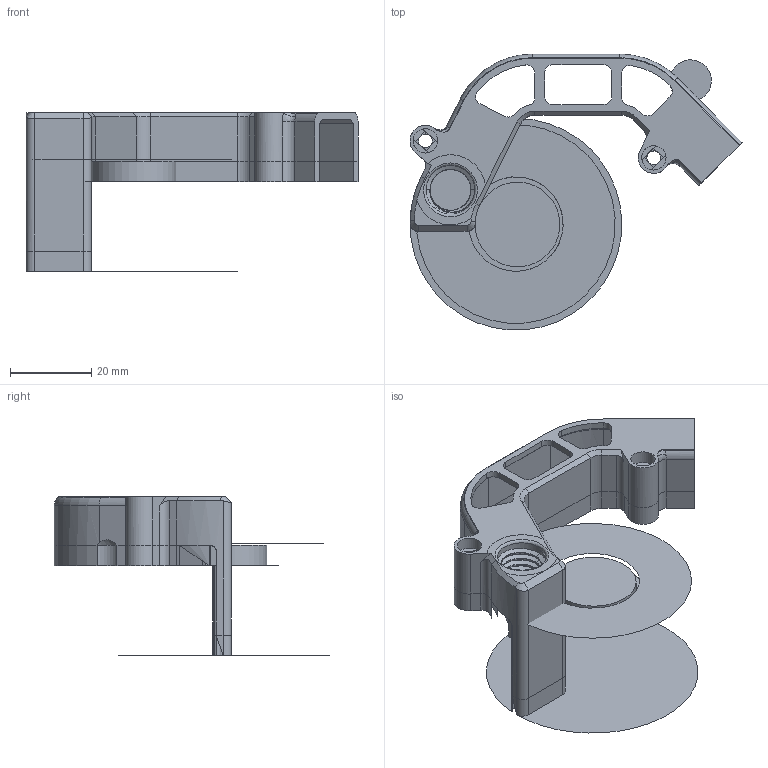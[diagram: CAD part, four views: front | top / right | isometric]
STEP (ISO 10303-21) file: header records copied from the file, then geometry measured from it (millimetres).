
FILE_DESCRIPTION(('FreeCAD Model'),'2;1');
FILE_NAME('Open CASCADE Shape Model','2022-09-03T07:22:45',('Author'),( ''),'Open CASCADE STEP processor 7.5','FreeCAD','Unknown');
FILE_SCHEMA(('AUTOMOTIVE_DESIGN { 1 0 10303 214 1 1 1 1 }'));
Length unit declared in the file: millimetre
Products named in the file (1): Cut
Bounding box: 81.54 x 67.68 x 39 mm (x, y, z)
Volume: 30837.7 mm3; surface area: 15375.1 mm2
Topology: 1 solids, 1 shells, 283 faces, 703 edges, 417 vertices
Faces by surface type: plane 119, cylinder 103, bspline 41, cone 12, torus 5, sphere 2, revolution 1
Full cylindrical faces by diameter (mm): 3.4 x4, 6 x2, 10 x4, 10.276 x1, 10.433 x1, 12 x1, 23.2 x2, 26.127 x1, 48.8 x2, 52 x2
Entity records: 25356 total; most frequent: CARTESIAN_POINT 11826, DIRECTION 2441, LINE 1423, VECTOR 1423, ORIENTED_EDGE 1384, PCURVE 1384, DEFINITIONAL_REPRESENTATION 1384, EDGE_CURVE 692
